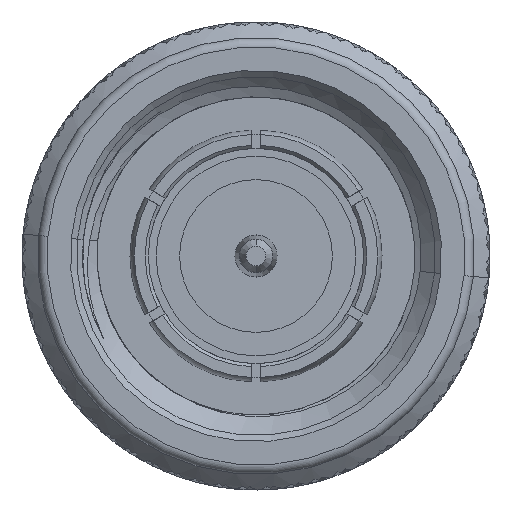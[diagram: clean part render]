
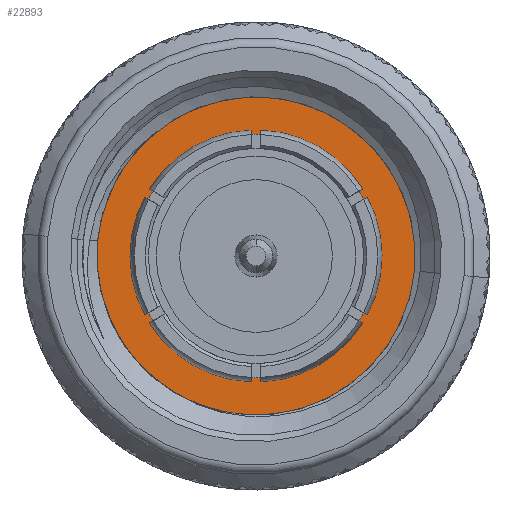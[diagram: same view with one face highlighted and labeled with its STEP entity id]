
A CAD part, left-side view. The second image highlights one B-rep face of the part: STEP entity #22893.
In plain terms, the highlighted planar face has unit normal (-1, 0, 0).
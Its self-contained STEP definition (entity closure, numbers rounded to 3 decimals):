
#3727 = CIRCLE ( 'NONE', #74362, 6. ) ;
#6169 = EDGE_LOOP ( 'NONE', ( #39536, #101413 ) ) ;
#11800 = AXIS2_PLACEMENT_3D ( 'NONE', #115397, #29507, #106537 ) ;
#11967 = DIRECTION ( 'NONE',  ( 1., 0., 0. ) ) ;
#15128 = EDGE_CURVE ( 'NONE', #66794, #90627, #125025, .T. ) ;
#15786 = VERTEX_POINT ( 'NONE', #69227 ) ;
#16120 = AXIS2_PLACEMENT_3D ( 'NONE', #117088, #19234, #87368 ) ;
#16560 = CARTESIAN_POINT ( 'NONE',  ( 9.5, 0., 0. ) ) ;
#18345 = CIRCLE ( 'NONE', #111096, 3.9 ) ;
#18661 = CARTESIAN_POINT ( 'NONE',  ( 9.5, 0., 3.9 ) ) ;
#19234 = DIRECTION ( 'NONE',  ( 1., 0., 0. ) ) ;
#22893 = ADVANCED_FACE ( 'NONE', ( #116637, #86292 ), #124222, .T. ) ;
#29507 = DIRECTION ( 'NONE',  ( -1., 0., 0. ) ) ;
#38653 = DIRECTION ( 'NONE',  ( 0., 0., -1. ) ) ;
#39536 = ORIENTED_EDGE ( 'NONE', *, *, #59276, .T. ) ;
#40238 = CARTESIAN_POINT ( 'NONE',  ( 9.5, 0., -6. ) ) ;
#46833 = DIRECTION ( 'NONE',  ( 1., 0., 0. ) ) ;
#47076 = VERTEX_POINT ( 'NONE', #18661 ) ;
#49230 = CARTESIAN_POINT ( 'NONE',  ( 9.5, 0., 0. ) ) ;
#49325 = CARTESIAN_POINT ( 'NONE',  ( 9.5, 0., 6. ) ) ;
#50376 = ORIENTED_EDGE ( 'NONE', *, *, #119560, .F. ) ;
#59276 = EDGE_CURVE ( 'NONE', #15786, #47076, #18345, .T. ) ;
#64746 = DIRECTION ( 'NONE',  ( 0., 0., -1. ) ) ;
#66542 = AXIS2_PLACEMENT_3D ( 'NONE', #16560, #46833, #38653 ) ;
#66794 = VERTEX_POINT ( 'NONE', #49325 ) ;
#69227 = CARTESIAN_POINT ( 'NONE',  ( 9.5, 0., -3.9 ) ) ;
#74362 = AXIS2_PLACEMENT_3D ( 'NONE', #49230, #11967, #117470 ) ;
#83069 = DIRECTION ( 'NONE',  ( 1., 0., 0. ) ) ;
#86292 = FACE_OUTER_BOUND ( 'NONE', #102068, .T. ) ;
#87368 = DIRECTION ( 'NONE',  ( 0., 0., -1. ) ) ;
#90627 = VERTEX_POINT ( 'NONE', #40238 ) ;
#98863 = ORIENTED_EDGE ( 'NONE', *, *, #15128, .F. ) ;
#101413 = ORIENTED_EDGE ( 'NONE', *, *, #105489, .T. ) ;
#102068 = EDGE_LOOP ( 'NONE', ( #50376, #98863 ) ) ;
#105489 = EDGE_CURVE ( 'NONE', #47076, #15786, #121019, .T. ) ;
#106537 = DIRECTION ( 'NONE',  ( 0., 0., 1. ) ) ;
#111096 = AXIS2_PLACEMENT_3D ( 'NONE', #122225, #83069, #64746 ) ;
#115397 = CARTESIAN_POINT ( 'NONE',  ( 9.5, 3.9, 0. ) ) ;
#116637 = FACE_BOUND ( 'NONE', #6169, .T. ) ;
#117088 = CARTESIAN_POINT ( 'NONE',  ( 9.5, 0., 0. ) ) ;
#117470 = DIRECTION ( 'NONE',  ( 0., 0., -1. ) ) ;
#119560 = EDGE_CURVE ( 'NONE', #90627, #66794, #3727, .T. ) ;
#121019 = CIRCLE ( 'NONE', #66542, 3.9 ) ;
#122225 = CARTESIAN_POINT ( 'NONE',  ( 9.5, 0., 0. ) ) ;
#124222 = PLANE ( 'NONE',  #11800 ) ;
#125025 = CIRCLE ( 'NONE', #16120, 6. ) ;
